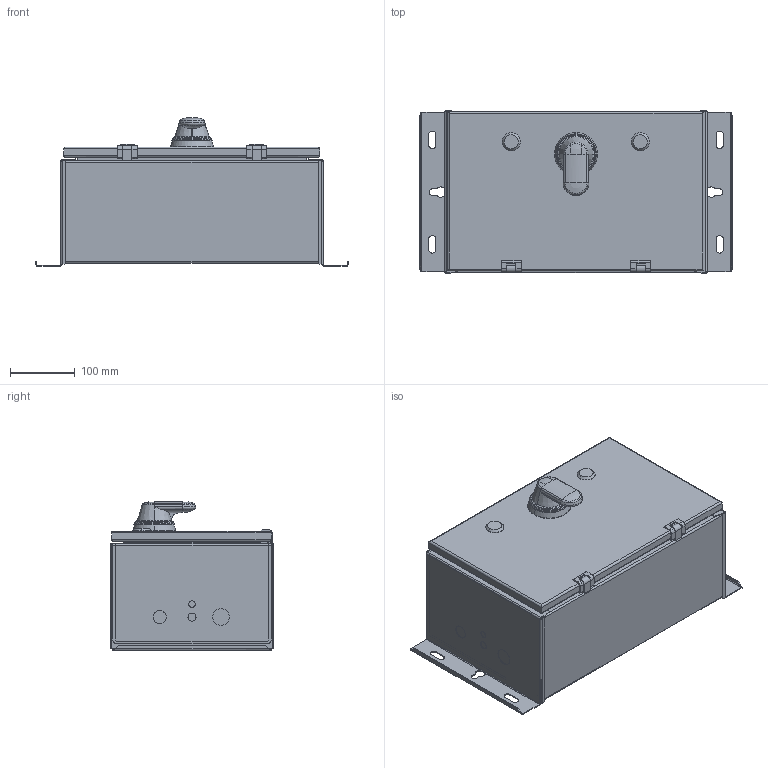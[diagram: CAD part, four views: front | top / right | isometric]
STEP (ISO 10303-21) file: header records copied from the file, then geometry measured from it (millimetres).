
FILE_DESCRIPTION((''),'2;1');
FILE_NAME('OT125GLUU4BLZ_SIMPLIFIED','2017-01-09T',('fijaleh7'),(''),'CREO PARAMETRIC BY PTC INC, 2016050','CREO PARAMETRIC BY PTC INC, 2016050','');
FILE_SCHEMA(('CONFIG_CONTROL_DESIGN'));
Length unit declared in the file: millimetre
Products named in the file (1): OT125GLUU4BLZ_SIMPLIFIED
Bounding box: 483.5 x 253 x 230.45 mm (x, y, z)
Volume: 18171076.4 mm3; surface area: 698826 mm2
Topology: 1 solids, 3 shells, 448 faces, 1182 edges, 738 vertices
Faces by surface type: plane 253, cylinder 138, torus 26, cone 13, bspline 11, sphere 6, extrusion 1
Entity records: 18805 total; most frequent: CARTESIAN_POINT 3841, ORIENTED_EDGE 2352, DIRECTION 2323, EDGE_CURVE 1176, VECTOR 793, LINE 792, AXIS2_PLACEMENT_3D 765, VERTEX_POINT 738
